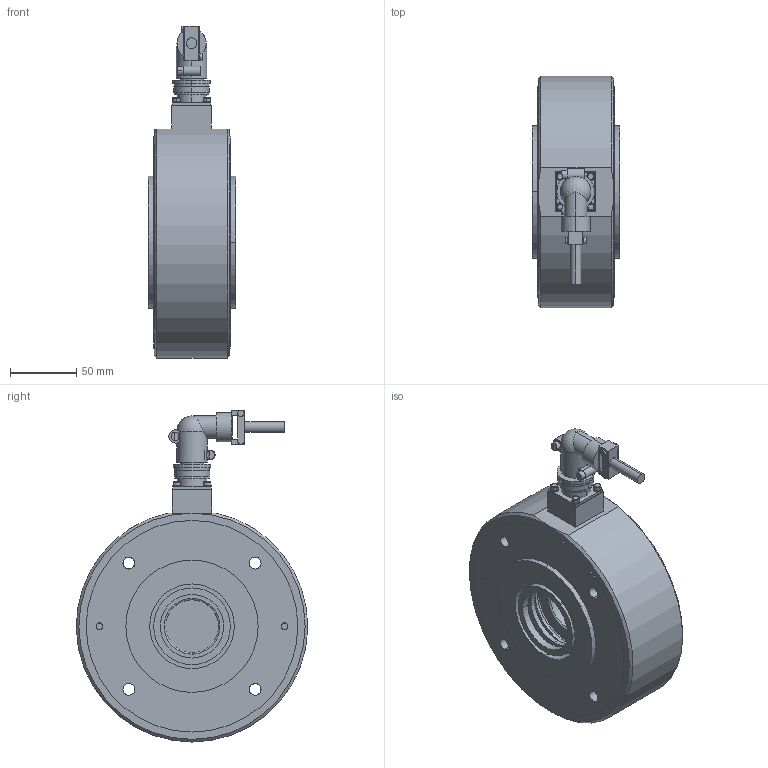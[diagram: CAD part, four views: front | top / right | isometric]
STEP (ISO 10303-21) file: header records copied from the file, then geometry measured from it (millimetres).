
FILE_DESCRIPTION((''),'2;1');
FILE_NAME('50051.stp','2007-09-21T11:20:24',(''),(''),'Mechanical Desktop 2007','Mechanical Desktop 2007',', , ');
FILE_SCHEMA(('CONFIG_CONTROL_DESIGN'));
Length unit declared in the file: millimetre
Products named in the file (27): L50051; L4857104; ~TEIL1A; L49015; ~TEIL1; L49026; TEIL1AA; L4340401; TEIL1; L49113; TEIL1AAA; I-6KT_SCHRAUBE_M6X50NK; I-6KT_SCHRAUBE_M6X50NKA; FEDERRING_M3A; FEDERRING_M3; I-6KT_SCHRAUBE_M3X25A; I-6KT_SCHRAUBE_M3X25; V_RING_V50AA; V_RING_V50A; SICHERUNGSRING_J80A; SICHERUNGSRING_J80; PENDELKUGELLAGER_1208TVA; PENDELKUGELLAGER_1208TV; FLANSCHDOSE_WINKEL_AMPH_4-POLIG; TEIL1A; TEIL1AAAA; RM_SDB
Assembly tree (37 placements, depth 3):
  L50051
    L4857104
      ~TEIL1A
    L49015
      ~TEIL1
    L49026
      TEIL1AA
    L4340401  x2
      TEIL1
    L49113
      TEIL1AAA
    I-6KT_SCHRAUBE_M6X50NK  x2
      I-6KT_SCHRAUBE_M6X50NKA
    FEDERRING_M3A  x4
      FEDERRING_M3
    I-6KT_SCHRAUBE_M3X25A  x4
      I-6KT_SCHRAUBE_M3X25
    V_RING_V50AA
      V_RING_V50A
    SICHERUNGSRING_J80A
      SICHERUNGSRING_J80
    PENDELKUGELLAGER_1208TVA
      PENDELKUGELLAGER_1208TV
    FLANSCHDOSE_WINKEL_AMPH_4-POLIG
      TEIL1A
    TEIL1AAAA  x2
    RM_SDB  x3
Bounding box: 65.9 x 174.96 x 251 mm (x, y, z)
Volume: 1278445.6 mm3; surface area: 276491.8 mm2
Topology: 22 solids, 22 shells, 397 faces, 946 edges, 617 vertices
Faces by surface type: cylinder 233, plane 113, cone 28, torus 20, bspline 2, sphere 1
Entity records: 10212 total; most frequent: CARTESIAN_POINT 1945, DIRECTION 1845, ORIENTED_EDGE 1480, AXIS2_PLACEMENT_3D 779, EDGE_CURVE 740, VERTEX_POINT 487, CIRCLE 434, EDGE_LOOP 423
